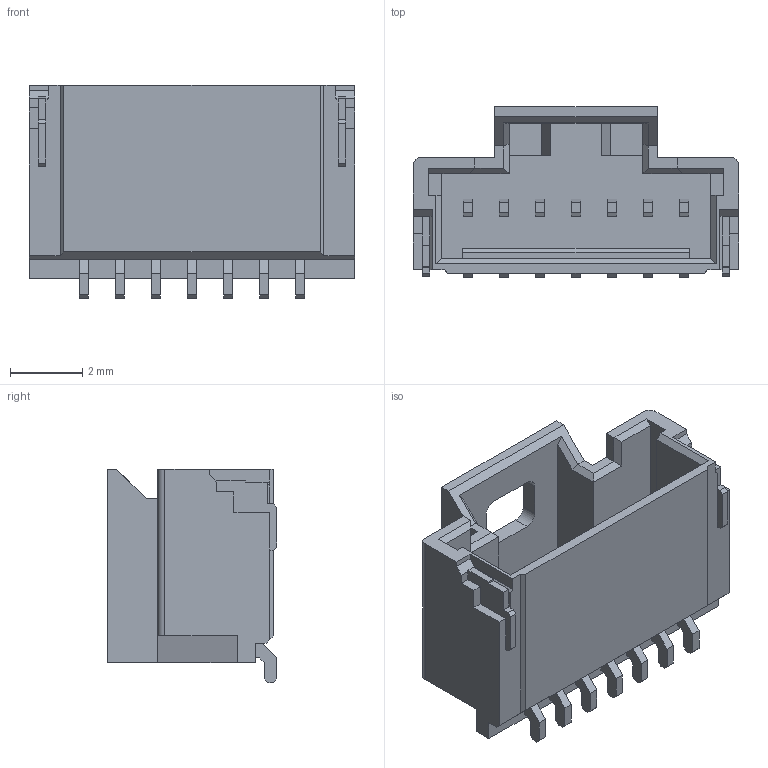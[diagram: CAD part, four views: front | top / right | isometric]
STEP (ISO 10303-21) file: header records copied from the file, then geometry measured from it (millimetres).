
FILE_DESCRIPTION((''),'2;1');
FILE_NAME('2023960707','2017-07-18T',('ksrinivasara'),(''),'PRO/ENGINEER BY PARAMETRIC TECHNOLOGY CORPORATION, 2012310','PRO/ENGINEER BY PARAMETRIC TECHNOLOGY CORPORATION, 2012310','');
FILE_SCHEMA(('CONFIG_CONTROL_DESIGN'));
Length unit declared in the file: millimetre
Products named in the file (1): 2023960707
Bounding box: 9 x 4.7 x 5.9 mm (x, y, z)
Volume: 89.1 mm3; surface area: 328.1 mm2
Topology: 1 solids, 1 shells, 243 faces, 718 edges, 484 vertices
Faces by surface type: plane 237, cylinder 6
Entity records: 7924 total; most frequent: CARTESIAN_POINT 1410, ORIENTED_EDGE 1364, DIRECTION 1218, VECTOR 706, LINE 706, EDGE_CURVE 682, VERTEX_POINT 448, AXIS2_PLACEMENT_3D 256
